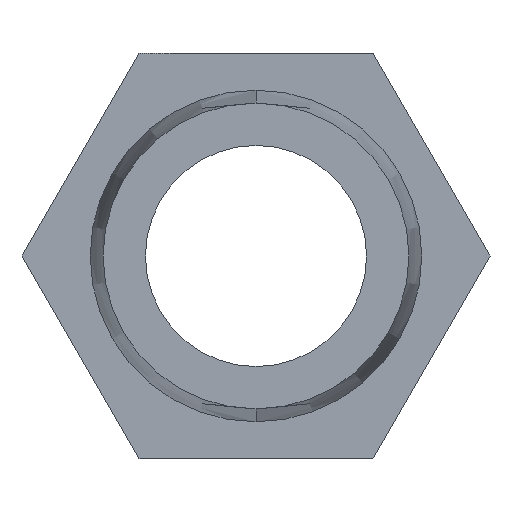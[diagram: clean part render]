
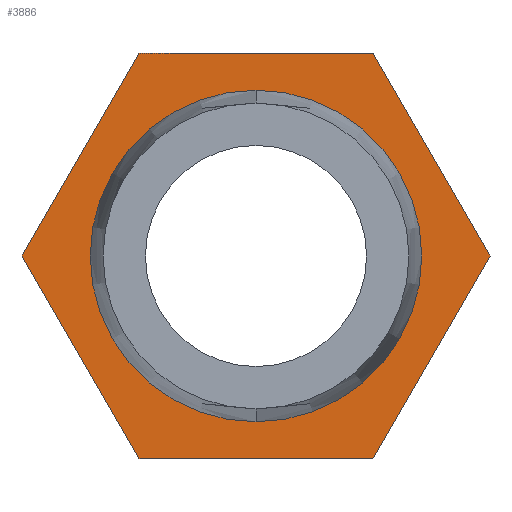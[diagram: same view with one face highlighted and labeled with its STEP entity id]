
A CAD part, left-side view. The second image highlights one B-rep face of the part: STEP entity #3886.
In plain terms, the highlighted planar face has unit normal (-1, 0, 0).
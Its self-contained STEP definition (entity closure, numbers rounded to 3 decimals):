
#32 = EDGE_LOOP ( 'NONE', ( #4258, #5624 ) ) ;
#134 = DIRECTION ( 'NONE',  ( 0., 0.5, 0.866 ) ) ;
#260 = CARTESIAN_POINT ( 'NONE',  ( 10., 0., 0. ) ) ;
#397 = AXIS2_PLACEMENT_3D ( 'NONE', #260, #3732, #4648 ) ;
#508 = CARTESIAN_POINT ( 'NONE',  ( 10., 3.175, -5.5 ) ) ;
#540 = VERTEX_POINT ( 'NONE', #5581 ) ;
#659 = CARTESIAN_POINT ( 'NONE',  ( 10., 0., 0. ) ) ;
#688 = LINE ( 'NONE', #2438, #4961 ) ;
#855 = AXIS2_PLACEMENT_3D ( 'NONE', #3805, #2485, #1977 ) ;
#868 = ORIENTED_EDGE ( 'NONE', *, *, #5657, .F. ) ;
#922 = VECTOR ( 'NONE', #5109, 1000. ) ;
#1002 = EDGE_CURVE ( 'NONE', #540, #4647, #3364, .T. ) ;
#1141 = FACE_OUTER_BOUND ( 'NONE', #2213, .T. ) ;
#1211 = DIRECTION ( 'NONE',  ( 0., 0.5, -0.866 ) ) ;
#1526 = DIRECTION ( 'NONE',  ( 0., 0., 1. ) ) ;
#1977 = DIRECTION ( 'NONE',  ( 0., 0., -1. ) ) ;
#2020 = VERTEX_POINT ( 'NONE', #3786 ) ;
#2128 = VERTEX_POINT ( 'NONE', #3232 ) ;
#2138 = CARTESIAN_POINT ( 'NONE',  ( 10., -3.175, -5.5 ) ) ;
#2158 = ORIENTED_EDGE ( 'NONE', *, *, #1002, .F. ) ;
#2206 = ORIENTED_EDGE ( 'NONE', *, *, #3461, .F. ) ;
#2213 = EDGE_LOOP ( 'NONE', ( #4313, #2235, #2206, #2158, #4580, #868 ) ) ;
#2235 = ORIENTED_EDGE ( 'NONE', *, *, #5309, .F. ) ;
#2438 = CARTESIAN_POINT ( 'NONE',  ( 10., -3.175, 5.5 ) ) ;
#2485 = DIRECTION ( 'NONE',  ( 1., 0., 0. ) ) ;
#2509 = CARTESIAN_POINT ( 'NONE',  ( 10., 6.351, 0. ) ) ;
#2542 = VERTEX_POINT ( 'NONE', #5001 ) ;
#2643 = EDGE_CURVE ( 'NONE', #2542, #2020, #5061, .T. ) ;
#3192 = CARTESIAN_POINT ( 'NONE',  ( 10., 3.175, 5.5 ) ) ;
#3226 = AXIS2_PLACEMENT_3D ( 'NONE', #659, #4096, #1526 ) ;
#3232 = CARTESIAN_POINT ( 'NONE',  ( 10., -6.351, 0. ) ) ;
#3314 = VECTOR ( 'NONE', #134, 1000. ) ;
#3364 = LINE ( 'NONE', #3192, #922 ) ;
#3386 = CARTESIAN_POINT ( 'NONE',  ( 10., -6.351, 0. ) ) ;
#3422 = VECTOR ( 'NONE', #1211, 1000. ) ;
#3428 = DIRECTION ( 'NONE',  ( 0., 1., 0. ) ) ;
#3461 = EDGE_CURVE ( 'NONE', #4647, #2128, #688, .T. ) ;
#3504 = CIRCLE ( 'NONE', #397, 4.5 ) ;
#3605 = VECTOR ( 'NONE', #4682, 1000. ) ;
#3644 = VERTEX_POINT ( 'NONE', #4082 ) ;
#3732 = DIRECTION ( 'NONE',  ( -1., 0., 0. ) ) ;
#3786 = CARTESIAN_POINT ( 'NONE',  ( 10., 0., -4.5 ) ) ;
#3805 = CARTESIAN_POINT ( 'NONE',  ( 10., 0., 0. ) ) ;
#3886 = ADVANCED_FACE ( 'NONE', ( #5489, #1141 ), #4203, .F. ) ;
#3905 = CARTESIAN_POINT ( 'NONE',  ( 10., 3.175, -5.5 ) ) ;
#4029 = EDGE_CURVE ( 'NONE', #4291, #5175, #5172, .T. ) ;
#4082 = CARTESIAN_POINT ( 'NONE',  ( 10., 6.351, 0. ) ) ;
#4096 = DIRECTION ( 'NONE',  ( -1., 0., 0. ) ) ;
#4203 = PLANE ( 'NONE',  #855 ) ;
#4218 = LINE ( 'NONE', #3386, #3422 ) ;
#4223 = LINE ( 'NONE', #508, #3314 ) ;
#4258 = ORIENTED_EDGE ( 'NONE', *, *, #2643, .F. ) ;
#4291 = VERTEX_POINT ( 'NONE', #2138 ) ;
#4313 = ORIENTED_EDGE ( 'NONE', *, *, #4029, .F. ) ;
#4375 = CARTESIAN_POINT ( 'NONE',  ( 10., -3.175, 5.5 ) ) ;
#4557 = EDGE_CURVE ( 'NONE', #2020, #2542, #3504, .T. ) ;
#4580 = ORIENTED_EDGE ( 'NONE', *, *, #5154, .F. ) ;
#4647 = VERTEX_POINT ( 'NONE', #4375 ) ;
#4648 = DIRECTION ( 'NONE',  ( 0., 0., 1. ) ) ;
#4682 = DIRECTION ( 'NONE',  ( 0., -0.5, 0.866 ) ) ;
#4961 = VECTOR ( 'NONE', #4983, 1000. ) ;
#4983 = DIRECTION ( 'NONE',  ( 0., -0.5, -0.866 ) ) ;
#5001 = CARTESIAN_POINT ( 'NONE',  ( 10., 0., 4.5 ) ) ;
#5061 = CIRCLE ( 'NONE', #3226, 4.5 ) ;
#5109 = DIRECTION ( 'NONE',  ( 0., -1., 0. ) ) ;
#5154 = EDGE_CURVE ( 'NONE', #3644, #540, #5515, .T. ) ;
#5172 = LINE ( 'NONE', #5250, #5241 ) ;
#5175 = VERTEX_POINT ( 'NONE', #3905 ) ;
#5241 = VECTOR ( 'NONE', #3428, 1000. ) ;
#5250 = CARTESIAN_POINT ( 'NONE',  ( 10., -3.175, -5.5 ) ) ;
#5309 = EDGE_CURVE ( 'NONE', #2128, #4291, #4218, .T. ) ;
#5489 = FACE_BOUND ( 'NONE', #32, .T. ) ;
#5515 = LINE ( 'NONE', #2509, #3605 ) ;
#5581 = CARTESIAN_POINT ( 'NONE',  ( 10., 3.175, 5.5 ) ) ;
#5624 = ORIENTED_EDGE ( 'NONE', *, *, #4557, .F. ) ;
#5657 = EDGE_CURVE ( 'NONE', #5175, #3644, #4223, .T. ) ;
